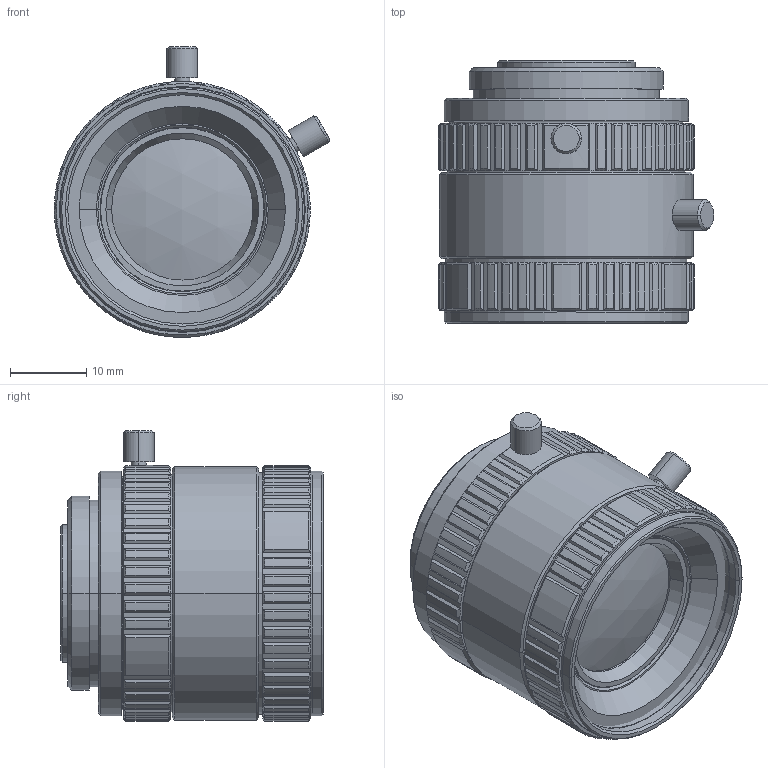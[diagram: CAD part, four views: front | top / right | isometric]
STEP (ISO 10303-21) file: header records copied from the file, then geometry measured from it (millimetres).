
FILE_DESCRIPTION(('STEP AP214'),'1');
FILE_NAME('M1614-MP2.stp','2022-10-24T05:30:36',(' '),(' '),'Spatial InterOp 3D',' ',' ');
FILE_SCHEMA(('AUTOMOTIVE_DESIGN { 1 0 10303 214 1 1 1 1 }'));
Length unit declared in the file: metre
Products named in the file (3): M1614-MP2; Component1; Component2
Assembly tree (2 placements, depth 2):
  M1614-MP2
    Component1
    Component2
Bounding box: 36.05 x 34.38 x 38.04 mm (x, y, z)
Volume: 45666.9 mm3; surface area: 15475.1 mm2
Topology: 2 solids, 2 shells, 1158 faces, 2626 edges, 1526 vertices
Faces by surface type: cylinder 404, cone 392, plane 358, sphere 4
Entity records: 32940 total; most frequent: DIRECTION 6746, CARTESIAN_POINT 5571, ORIENTED_EDGE 5252, AXIS2_PLACEMENT_3D 2975, EDGE_CURVE 2626, CIRCLE 1814, VERTEX_POINT 1526, EDGE_LOOP 1212
